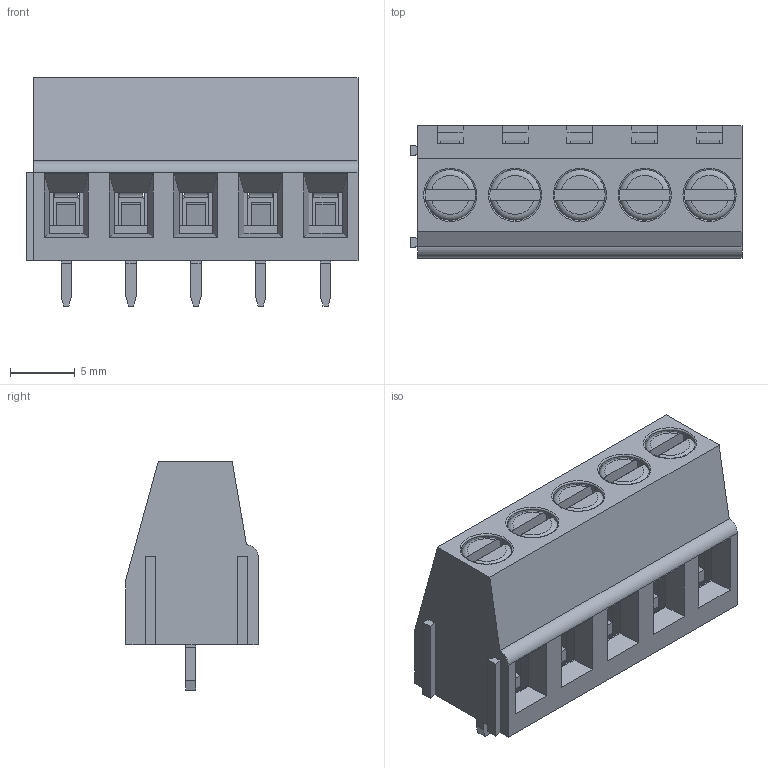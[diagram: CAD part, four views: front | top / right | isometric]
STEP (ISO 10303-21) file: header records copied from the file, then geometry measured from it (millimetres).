
FILE_DESCRIPTION(('STEP AP214'), '1');
FILE_NAME('DG128-5.0-03', '2017-07-15T10:03:42', ('Nobody'), (''), 'ASCON STEP Converter 1.3', 'ASCON Math Kernel', '');
FILE_SCHEMA(('AUTOMOTIVE_DESIGN { 1 0 10303 214 3 1 1}'));
Length unit declared in the file: millimetre
Assembly tree (15 placements, depth 2):
  (unnamed)
    (unnamed)  x5
    (unnamed)  x5
    (unnamed)  x5
Bounding box: 25.6 x 10.2 x 17.6 mm (x, y, z)
Volume: 2128.4 mm3; surface area: 4654.7 mm2
Topology: 16 solids, 16 shells, 600 faces, 1504 edges, 946 vertices
Faces by surface type: plane 514, cylinder 66, torus 15, cone 5
Full cylindrical faces by diameter (mm): 1.8 x5, 2 x5, 2.5 x5, 2.6 x5, 4 x5, 4.1 x5
Entity records: 11847 total; most frequent: CARTESIAN_POINT 1633, ORIENTED_EDGE 1534, DIRECTION 1444, EDGE_CURVE 767, LINE 708, VECTOR 708, VERTEX_POINT 501, AXIS2_PLACEMENT_3D 368
